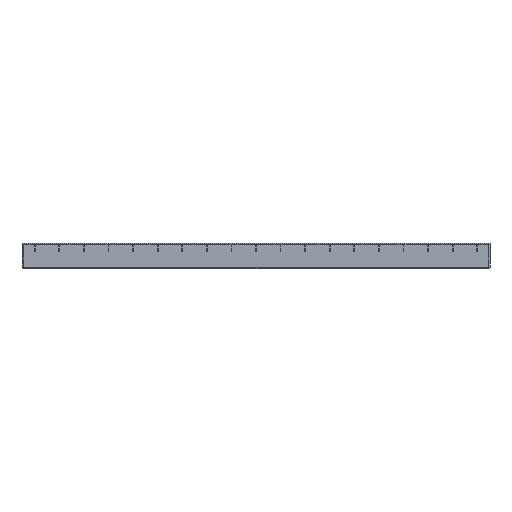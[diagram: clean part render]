
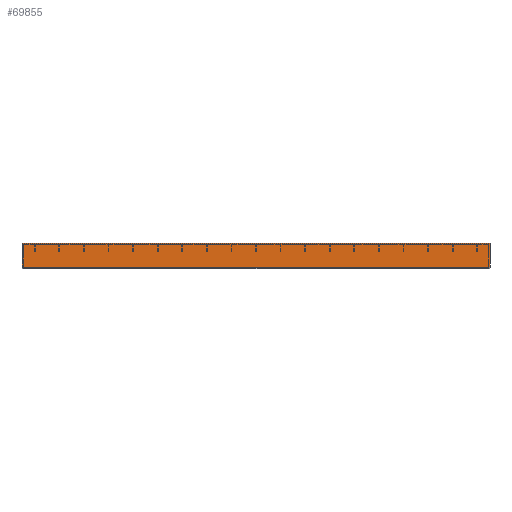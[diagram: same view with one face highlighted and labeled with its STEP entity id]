
A CAD part, top view. The second image highlights one B-rep face of the part: STEP entity #69855.
In plain terms, the highlighted planar face has unit normal (0, 0, 1).
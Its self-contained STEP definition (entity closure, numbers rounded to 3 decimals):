
#539 = DIRECTION ( 'NONE',  ( 0., 1., 0. ) ) ;
#7904 = DIRECTION ( 'NONE',  ( -1., 0., 0. ) ) ;
#14480 = CARTESIAN_POINT ( 'NONE',  ( 590., -15., 0. ) ) ;
#14579 = ORIENTED_EDGE ( 'NONE', *, *, #59651, .F. ) ;
#15770 = EDGE_CURVE ( 'NONE', #39534, #67421, #56400, .T. ) ;
#16370 = VERTEX_POINT ( 'NONE', #24174 ) ;
#18276 = CARTESIAN_POINT ( 'NONE',  ( 0., -15., 0. ) ) ;
#20565 = ORIENTED_EDGE ( 'NONE', *, *, #66890, .F. ) ;
#24174 = CARTESIAN_POINT ( 'NONE',  ( 590., 15., 0. ) ) ;
#25728 = EDGE_LOOP ( 'NONE', ( #86833, #99948, #20565, #14579 ) ) ;
#30425 = LINE ( 'NONE', #40429, #54241 ) ;
#32728 = DIRECTION ( 'NONE',  ( 0., 0., -1. ) ) ;
#33016 = VECTOR ( 'NONE', #90645, 1000. ) ;
#37469 = VERTEX_POINT ( 'NONE', #14480 ) ;
#39534 = VERTEX_POINT ( 'NONE', #52134 ) ;
#40429 = CARTESIAN_POINT ( 'NONE',  ( 590., 15., 0. ) ) ;
#48489 = CARTESIAN_POINT ( 'NONE',  ( 590., 15., 0. ) ) ;
#49522 = LINE ( 'NONE', #79520, #72171 ) ;
#49788 = CARTESIAN_POINT ( 'NONE',  ( 0., 15., 0. ) ) ;
#50134 = CARTESIAN_POINT ( 'NONE',  ( 0., 5., 0. ) ) ;
#51030 = CARTESIAN_POINT ( 'NONE',  ( 590., -15., 0. ) ) ;
#51450 = AXIS2_PLACEMENT_3D ( 'NONE', #48489, #32728, #539 ) ;
#52134 = CARTESIAN_POINT ( 'NONE',  ( 0., -15., 0. ) ) ;
#54241 = VECTOR ( 'NONE', #7904, 1000. ) ;
#56400 = B_SPLINE_CURVE_WITH_KNOTS ( 'NONE', 3,
 ( #18276, #66263, #50134, #49788 ),
 .UNSPECIFIED., .F., .F.,
 ( 4, 4 ),
 ( 0., 1. ),
 .UNSPECIFIED. ) ;
#59345 = LINE ( 'NONE', #51030, #33016 ) ;
#59651 = EDGE_CURVE ( 'NONE', #16370, #37469, #49522, .T. ) ;
#66263 = CARTESIAN_POINT ( 'NONE',  ( 0., -5., 0. ) ) ;
#66890 = EDGE_CURVE ( 'NONE', #37469, #39534, #59345, .T. ) ;
#67421 = VERTEX_POINT ( 'NONE', #73031 ) ;
#69855 = ADVANCED_FACE ( 'NONE', ( #101343 ), #80721, .F. ) ;
#72171 = VECTOR ( 'NONE', #95972, 1000. ) ;
#73031 = CARTESIAN_POINT ( 'NONE',  ( 0., 15., 0. ) ) ;
#79520 = CARTESIAN_POINT ( 'NONE',  ( 590., 15., 0. ) ) ;
#80721 = PLANE ( 'NONE',  #51450 ) ;
#86833 = ORIENTED_EDGE ( 'NONE', *, *, #90623, .T. ) ;
#90623 = EDGE_CURVE ( 'NONE', #16370, #67421, #30425, .T. ) ;
#90645 = DIRECTION ( 'NONE',  ( -1., 0., 0. ) ) ;
#95972 = DIRECTION ( 'NONE',  ( 0., -1., 0. ) ) ;
#99948 = ORIENTED_EDGE ( 'NONE', *, *, #15770, .F. ) ;
#101343 = FACE_OUTER_BOUND ( 'NONE', #25728, .T. ) ;
